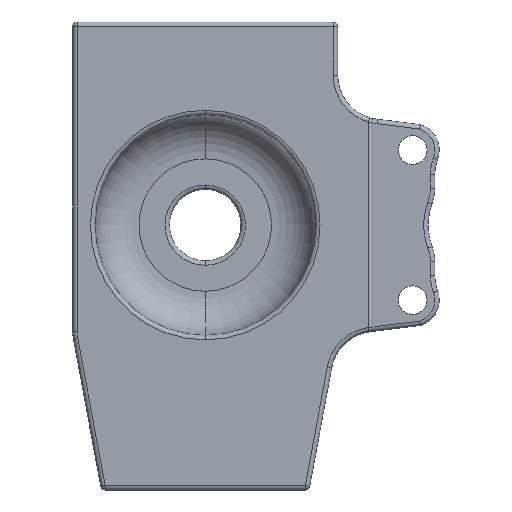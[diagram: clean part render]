
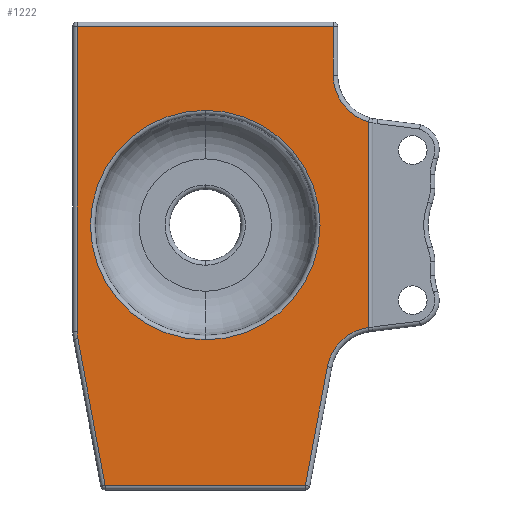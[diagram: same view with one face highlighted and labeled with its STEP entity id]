
A CAD part, front view. The second image highlights one B-rep face of the part: STEP entity #1222.
In plain terms, the highlighted planar face has unit normal (0, -1, 0).
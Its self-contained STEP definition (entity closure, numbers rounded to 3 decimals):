
#48 = CARTESIAN_POINT ( 'NONE',  ( -42.149, 0., -60.119 ) ) ;
#60 = EDGE_CURVE ( 'NONE', #167, #72, #3393, .T. ) ;
#72 = VERTEX_POINT ( 'NONE', #2666 ) ;
#84 = EDGE_CURVE ( 'NONE', #1159, #167, #3132, .T. ) ;
#90 = VECTOR ( 'NONE', #826, 1000. ) ;
#160 = DIRECTION ( 'NONE',  ( 0., 0., 1. ) ) ;
#164 = LINE ( 'NONE', #3315, #1275 ) ;
#167 = VERTEX_POINT ( 'NONE', #1444 ) ;
#200 = DIRECTION ( 'NONE',  ( 0.183, 0., 0.983 ) ) ;
#216 = ORIENTED_EDGE ( 'NONE', *, *, #60, .T. ) ;
#247 = EDGE_LOOP ( 'NONE', ( #1807, #1333, #1899, #2298, #3129, #1749, #348, #3259, #960, #216 ) ) ;
#263 = EDGE_CURVE ( 'NONE', #3190, #2871, #1585, .T. ) ;
#303 = DIRECTION ( 'NONE',  ( 0., 1., 0. ) ) ;
#348 = ORIENTED_EDGE ( 'NONE', *, *, #2888, .T. ) ;
#371 = CARTESIAN_POINT ( 'NONE',  ( 27.337, 0., -42.572 ) ) ;
#406 = CARTESIAN_POINT ( 'NONE',  ( -9.66, 0., -80. ) ) ;
#425 = DIRECTION ( 'NONE',  ( 0., 0., 1. ) ) ;
#485 = CARTESIAN_POINT ( 'NONE',  ( -38.509, 0., -79.723 ) ) ;
#509 = EDGE_LOOP ( 'NONE', ( #1319, #2651 ) ) ;
#520 = CARTESIAN_POINT ( 'NONE',  ( 52.338, 0., -9. ) ) ;
#521 = CIRCLE ( 'NONE', #1560, 9. ) ;
#631 = LINE ( 'NONE', #371, #2135 ) ;
#697 = EDGE_CURVE ( 'NONE', #1648, #3190, #164, .T. ) ;
#788 = VECTOR ( 'NONE', #3174, 1000. ) ;
#826 = DIRECTION ( 'NONE',  ( 1., 0., 0. ) ) ;
#870 = EDGE_CURVE ( 'NONE', #2943, #1523, #1692, .T. ) ;
#883 = LINE ( 'NONE', #1927, #788 ) ;
#960 = ORIENTED_EDGE ( 'NONE', *, *, #84, .T. ) ;
#1001 = CARTESIAN_POINT ( 'NONE',  ( 30.34, 0., -20.073 ) ) ;
#1005 = PLANE ( 'NONE',  #2844 ) ;
#1016 = VECTOR ( 'NONE', #2340, 1000. ) ;
#1051 = DIRECTION ( 'NONE',  ( -1., 0., 0. ) ) ;
#1084 = AXIS2_PLACEMENT_3D ( 'NONE', #2502, #2230, #1981 ) ;
#1159 = VERTEX_POINT ( 'NONE', #485 ) ;
#1161 = CARTESIAN_POINT ( 'NONE',  ( -9.66, 0., -28. ) ) ;
#1222 = ADVANCED_FACE ( 'NONE', ( #2530, #3106 ), #1005, .F. ) ;
#1267 = CARTESIAN_POINT ( 'NONE',  ( 19.34, 0., -20.073 ) ) ;
#1275 = VECTOR ( 'NONE', #425, 1000. ) ;
#1314 = CIRCLE ( 'NONE', #3237, 11. ) ;
#1319 = ORIENTED_EDGE ( 'NONE', *, *, #870, .T. ) ;
#1333 = ORIENTED_EDGE ( 'NONE', *, *, #1373, .T. ) ;
#1348 = DIRECTION ( 'NONE',  ( 0., 0., 1. ) ) ;
#1373 = EDGE_CURVE ( 'NONE', #2284, #2872, #1314, .T. ) ;
#1383 = DIRECTION ( 'NONE',  ( 0., 0., 1. ) ) ;
#1444 = CARTESIAN_POINT ( 'NONE',  ( -32.328, 0., -113. ) ) ;
#1523 = VERTEX_POINT ( 'NONE', #406 ) ;
#1552 = EDGE_CURVE ( 'NONE', #2086, #1648, #3026, .T. ) ;
#1560 = AXIS2_PLACEMENT_3D ( 'NONE', #1914, #1896, #1930 ) ;
#1585 = LINE ( 'NONE', #520, #2745 ) ;
#1597 = DIRECTION ( 'NONE',  ( 0., 0., 1. ) ) ;
#1636 = CARTESIAN_POINT ( 'NONE',  ( 27.337, 0., -77.176 ) ) ;
#1648 = VERTEX_POINT ( 'NONE', #1267 ) ;
#1692 = CIRCLE ( 'NONE', #3167, 26. ) ;
#1749 = ORIENTED_EDGE ( 'NONE', *, *, #263, .T. ) ;
#1807 = ORIENTED_EDGE ( 'NONE', *, *, #2748, .T. ) ;
#1847 = CARTESIAN_POINT ( 'NONE',  ( -9.66, 0., -54. ) ) ;
#1890 = EDGE_CURVE ( 'NONE', #2872, #2086, #631, .T. ) ;
#1896 = DIRECTION ( 'NONE',  ( 0., -1., 0. ) ) ;
#1899 = ORIENTED_EDGE ( 'NONE', *, *, #1890, .T. ) ;
#1914 = CARTESIAN_POINT ( 'NONE',  ( -29.66, 0., -78.079 ) ) ;
#1927 = CARTESIAN_POINT ( 'NONE',  ( -38.66, 0., -42.572 ) ) ;
#1930 = DIRECTION ( 'NONE',  ( 0., 0., 1. ) ) ;
#1981 = DIRECTION ( 'NONE',  ( 0., 0., 1. ) ) ;
#2042 = CARTESIAN_POINT ( 'NONE',  ( 52.338, 0., -42.572 ) ) ;
#2086 = VERTEX_POINT ( 'NONE', #3147 ) ;
#2135 = VECTOR ( 'NONE', #1383, 1000. ) ;
#2174 = CARTESIAN_POINT ( 'NONE',  ( 19.34, 0., -9. ) ) ;
#2180 = EDGE_CURVE ( 'NONE', #1523, #2943, #2878, .T. ) ;
#2227 = VERTEX_POINT ( 'NONE', #2683 ) ;
#2230 = DIRECTION ( 'NONE',  ( 0., 1., 0. ) ) ;
#2284 = VERTEX_POINT ( 'NONE', #2845 ) ;
#2298 = ORIENTED_EDGE ( 'NONE', *, *, #1552, .T. ) ;
#2300 = AXIS2_PLACEMENT_3D ( 'NONE', #1001, #2808, #160 ) ;
#2314 = DIRECTION ( 'NONE',  ( 0., 0., 1. ) ) ;
#2340 = DIRECTION ( 'NONE',  ( 0.183, 0., -0.983 ) ) ;
#2427 = EDGE_CURVE ( 'NONE', #2227, #1159, #521, .T. ) ;
#2502 = CARTESIAN_POINT ( 'NONE',  ( -9.66, 0., -54. ) ) ;
#2530 = FACE_OUTER_BOUND ( 'NONE', #247, .T. ) ;
#2540 = LINE ( 'NONE', #3357, #3361 ) ;
#2635 = CARTESIAN_POINT ( 'NONE',  ( 28.826, 0., -88.075 ) ) ;
#2645 = CARTESIAN_POINT ( 'NONE',  ( 52.338, 0., -113. ) ) ;
#2651 = ORIENTED_EDGE ( 'NONE', *, *, #2180, .T. ) ;
#2666 = CARTESIAN_POINT ( 'NONE',  ( 13.009, 0., -113. ) ) ;
#2683 = CARTESIAN_POINT ( 'NONE',  ( -38.66, 0., -78.079 ) ) ;
#2745 = VECTOR ( 'NONE', #1051, 1000. ) ;
#2748 = EDGE_CURVE ( 'NONE', #72, #2284, #2540, .T. ) ;
#2808 = DIRECTION ( 'NONE',  ( 0., 1., 0. ) ) ;
#2844 = AXIS2_PLACEMENT_3D ( 'NONE', #2042, #3091, #2314 ) ;
#2845 = CARTESIAN_POINT ( 'NONE',  ( 18.011, 0., -86.067 ) ) ;
#2871 = VERTEX_POINT ( 'NONE', #2954 ) ;
#2872 = VERTEX_POINT ( 'NONE', #1636 ) ;
#2878 = CIRCLE ( 'NONE', #1084, 26. ) ;
#2888 = EDGE_CURVE ( 'NONE', #2871, #2227, #883, .T. ) ;
#2893 = DIRECTION ( 'NONE',  ( 0., 1., 0. ) ) ;
#2943 = VERTEX_POINT ( 'NONE', #1161 ) ;
#2954 = CARTESIAN_POINT ( 'NONE',  ( -38.66, 0., -9. ) ) ;
#3026 = CIRCLE ( 'NONE', #2300, 11. ) ;
#3091 = DIRECTION ( 'NONE',  ( 0., 1., 0. ) ) ;
#3106 = FACE_BOUND ( 'NONE', #509, .T. ) ;
#3129 = ORIENTED_EDGE ( 'NONE', *, *, #697, .T. ) ;
#3132 = LINE ( 'NONE', #48, #1016 ) ;
#3147 = CARTESIAN_POINT ( 'NONE',  ( 27.337, 0., -30.655 ) ) ;
#3167 = AXIS2_PLACEMENT_3D ( 'NONE', #1847, #2893, #1597 ) ;
#3174 = DIRECTION ( 'NONE',  ( 0., 0., -1. ) ) ;
#3190 = VERTEX_POINT ( 'NONE', #2174 ) ;
#3237 = AXIS2_PLACEMENT_3D ( 'NONE', #2635, #303, #1348 ) ;
#3259 = ORIENTED_EDGE ( 'NONE', *, *, #2427, .T. ) ;
#3315 = CARTESIAN_POINT ( 'NONE',  ( 19.34, 0., -42.572 ) ) ;
#3357 = CARTESIAN_POINT ( 'NONE',  ( 26.963, 0., -37.859 ) ) ;
#3361 = VECTOR ( 'NONE', #200, 1000. ) ;
#3393 = LINE ( 'NONE', #2645, #90 ) ;
